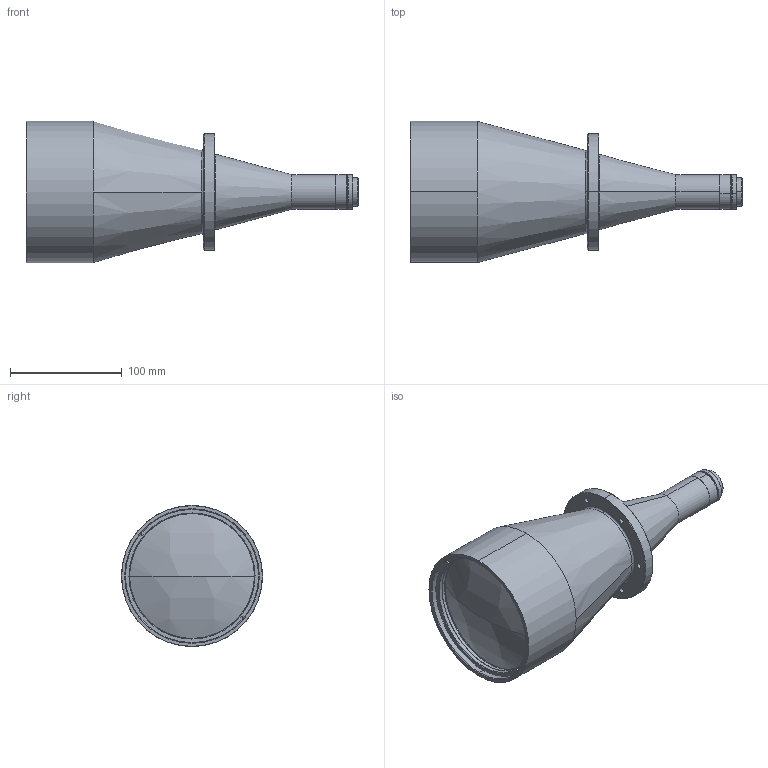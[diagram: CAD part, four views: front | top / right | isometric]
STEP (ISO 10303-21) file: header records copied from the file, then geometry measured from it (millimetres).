
FILE_DESCRIPTION (( 'STEP AP214' ), '1' );
FILE_NAME ('TTL11.5-105-260C.STEP', '2023-05-12T07:17:15', ( '' ), ( '' ), 'SwSTEP 2.0', 'SolidWorks 2022', '' );
FILE_SCHEMA (( 'AUTOMOTIVE_DESIGN' ));
Length unit declared in the file: millimetre
Products named in the file (1): TTL11.5-105-260C
Bounding box: 296.47 x 126 x 126 mm (x, y, z)
Volume: 796640.1 mm3; surface area: 201374.2 mm2
Topology: 14 solids, 14 shells, 301 faces, 662 edges, 414 vertices
Faces by surface type: cylinder 118, cone 86, plane 65, bspline 32
Entity records: 13184 total; most frequent: CARTESIAN_POINT 2858, DIRECTION 1568, ORIENTED_EDGE 1324, AXIS2_PLACEMENT_3D 668, EDGE_CURVE 662, VERTEX_POINT 414, CIRCLE 398, EDGE_LOOP 362
